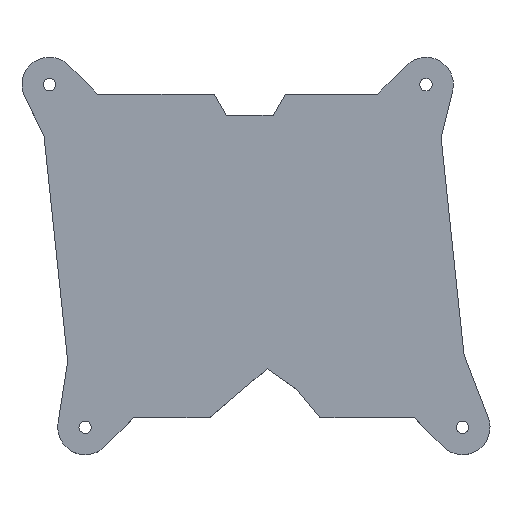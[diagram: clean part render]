
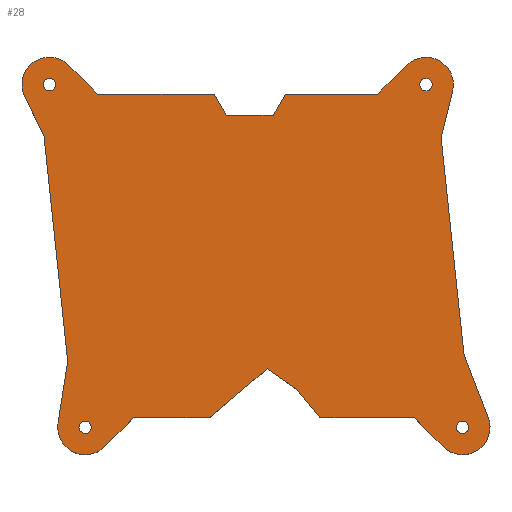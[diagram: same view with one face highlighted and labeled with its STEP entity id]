
A CAD part, top view. The second image highlights one B-rep face of the part: STEP entity #28.
In plain terms, the highlighted planar face has unit normal (0, 0, 1).
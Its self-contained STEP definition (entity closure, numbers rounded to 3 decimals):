
#28 = ADVANCED_FACE('',(#29,#227,#238,#249,#260),#271,.T.);
#29 = FACE_BOUND('',#30,.T.);
#30 = EDGE_LOOP('',(#31,#41,#50,#58,#66,#74,#82,#90,#98,#106,#115,#123,
    #131,#139,#148,#156,#164,#172,#180,#188,#196,#204,#213,#221));
#31 = ORIENTED_EDGE('',*,*,#32,.F.);
#32 = EDGE_CURVE('',#33,#35,#37,.T.);
#33 = VERTEX_POINT('',#34);
#34 = CARTESIAN_POINT('',(-26.43,-43.57,6.));
#35 = VERTEX_POINT('',#36);
#36 = CARTESIAN_POINT('',(-25.018,-34.659,6.));
#37 = LINE('',#38,#39);
#38 = CARTESIAN_POINT('',(-26.43,-43.57,6.));
#39 = VECTOR('',#40,1.);
#40 = DIRECTION('',(0.156,0.988,0.));
#41 = ORIENTED_EDGE('',*,*,#42,.T.);
#42 = EDGE_CURVE('',#33,#43,#45,.T.);
#43 = VERTEX_POINT('',#44);
#44 = CARTESIAN_POINT('',(-19.651,-47.024,6.));
#45 = CIRCLE('',#46,4.);
#46 = AXIS2_PLACEMENT_3D('',#47,#48,#49);
#47 = CARTESIAN_POINT('',(-22.479,-44.196,6.));
#48 = DIRECTION('',(0.,0.,1.));
#49 = DIRECTION('',(1.,0.,0.));
#50 = ORIENTED_EDGE('',*,*,#51,.F.);
#51 = EDGE_CURVE('',#52,#43,#54,.T.);
#52 = VERTEX_POINT('',#53);
#53 = CARTESIAN_POINT('',(-15.453,-42.827,6.));
#54 = LINE('',#55,#56);
#55 = CARTESIAN_POINT('',(-15.453,-42.827,6.));
#56 = VECTOR('',#57,1.);
#57 = DIRECTION('',(-0.707,-0.707,0.));
#58 = ORIENTED_EDGE('',*,*,#59,.F.);
#59 = EDGE_CURVE('',#60,#52,#62,.T.);
#60 = VERTEX_POINT('',#61);
#61 = CARTESIAN_POINT('',(-4.396,-42.827,6.));
#62 = LINE('',#63,#64);
#63 = CARTESIAN_POINT('',(-4.396,-42.827,6.));
#64 = VECTOR('',#65,1.);
#65 = DIRECTION('',(-1.,0.,0.));
#66 = ORIENTED_EDGE('',*,*,#67,.F.);
#67 = EDGE_CURVE('',#68,#60,#70,.T.);
#68 = VERTEX_POINT('',#69);
#69 = CARTESIAN_POINT('',(4.04,-35.68,6.));
#70 = LINE('',#71,#72);
#71 = CARTESIAN_POINT('',(4.04,-35.68,6.));
#72 = VECTOR('',#73,1.);
#73 = DIRECTION('',(-0.763,-0.646,0.));
#74 = ORIENTED_EDGE('',*,*,#75,.F.);
#75 = EDGE_CURVE('',#76,#68,#78,.T.);
#76 = VERTEX_POINT('',#77);
#77 = CARTESIAN_POINT('',(8.44,-38.783,6.));
#78 = LINE('',#79,#80);
#79 = CARTESIAN_POINT('',(8.44,-38.783,6.));
#80 = VECTOR('',#81,1.);
#81 = DIRECTION('',(-0.817,0.576,0.));
#82 = ORIENTED_EDGE('',*,*,#83,.F.);
#83 = EDGE_CURVE('',#84,#76,#86,.T.);
#84 = VERTEX_POINT('',#85);
#85 = CARTESIAN_POINT('',(11.73,-42.827,6.));
#86 = LINE('',#87,#88);
#87 = CARTESIAN_POINT('',(11.73,-42.827,6.));
#88 = VECTOR('',#89,1.);
#89 = DIRECTION('',(-0.631,0.776,0.));
#90 = ORIENTED_EDGE('',*,*,#91,.F.);
#91 = EDGE_CURVE('',#92,#84,#94,.T.);
#92 = VERTEX_POINT('',#93);
#93 = CARTESIAN_POINT('',(25.486,-42.827,6.));
#94 = LINE('',#95,#96);
#95 = CARTESIAN_POINT('',(25.486,-42.827,6.));
#96 = VECTOR('',#97,1.);
#97 = DIRECTION('',(-1.,0.,0.));
#98 = ORIENTED_EDGE('',*,*,#99,.F.);
#99 = EDGE_CURVE('',#100,#92,#102,.T.);
#100 = VERTEX_POINT('',#101);
#101 = CARTESIAN_POINT('',(29.684,-47.024,6.));
#102 = LINE('',#103,#104);
#103 = CARTESIAN_POINT('',(29.684,-47.024,6.));
#104 = VECTOR('',#105,1.);
#105 = DIRECTION('',(-0.707,0.707,0.));
#106 = ORIENTED_EDGE('',*,*,#107,.T.);
#107 = EDGE_CURVE('',#100,#108,#110,.T.);
#108 = VERTEX_POINT('',#109);
#109 = CARTESIAN_POINT('',(36.246,-42.763,6.));
#110 = CIRCLE('',#111,4.);
#111 = AXIS2_PLACEMENT_3D('',#112,#113,#114);
#112 = CARTESIAN_POINT('',(32.512,-44.196,6.));
#113 = DIRECTION('',(0.,0.,1.));
#114 = DIRECTION('',(1.,0.,0.));
#115 = ORIENTED_EDGE('',*,*,#116,.F.);
#116 = EDGE_CURVE('',#117,#108,#119,.T.);
#117 = VERTEX_POINT('',#118);
#118 = CARTESIAN_POINT('',(32.7,-33.523,6.));
#119 = LINE('',#120,#121);
#120 = CARTESIAN_POINT('',(32.7,-33.523,6.));
#121 = VECTOR('',#122,1.);
#122 = DIRECTION('',(0.358,-0.934,0.));
#123 = ORIENTED_EDGE('',*,*,#124,.F.);
#124 = EDGE_CURVE('',#125,#117,#127,.T.);
#125 = VERTEX_POINT('',#126);
#126 = CARTESIAN_POINT('',(29.384,-1.973,6.));
#127 = LINE('',#128,#129);
#128 = CARTESIAN_POINT('',(29.384,-1.973,6.));
#129 = VECTOR('',#130,1.);
#130 = DIRECTION('',(0.105,-0.995,0.));
#131 = ORIENTED_EDGE('',*,*,#132,.F.);
#132 = EDGE_CURVE('',#133,#125,#135,.T.);
#133 = VERTEX_POINT('',#134);
#134 = CARTESIAN_POINT('',(31.059,4.747,6.));
#135 = LINE('',#136,#137);
#136 = CARTESIAN_POINT('',(31.059,4.747,6.));
#137 = VECTOR('',#138,1.);
#138 = DIRECTION('',(-0.242,-0.97,0.));
#139 = ORIENTED_EDGE('',*,*,#140,.T.);
#140 = EDGE_CURVE('',#133,#141,#143,.T.);
#141 = VERTEX_POINT('',#142);
#142 = CARTESIAN_POINT('',(24.35,8.543,6.));
#143 = CIRCLE('',#144,4.);
#144 = AXIS2_PLACEMENT_3D('',#145,#146,#147);
#145 = CARTESIAN_POINT('',(27.178,5.715,6.));
#146 = DIRECTION('',(0.,0.,1.));
#147 = DIRECTION('',(1.,0.,0.));
#148 = ORIENTED_EDGE('',*,*,#149,.F.);
#149 = EDGE_CURVE('',#150,#141,#152,.T.);
#150 = VERTEX_POINT('',#151);
#151 = CARTESIAN_POINT('',(20.152,4.346,6.));
#152 = LINE('',#153,#154);
#153 = CARTESIAN_POINT('',(20.152,4.346,6.));
#154 = VECTOR('',#155,1.);
#155 = DIRECTION('',(0.707,0.707,0.));
#156 = ORIENTED_EDGE('',*,*,#157,.F.);
#157 = EDGE_CURVE('',#158,#150,#160,.T.);
#158 = VERTEX_POINT('',#159);
#159 = CARTESIAN_POINT('',(6.698,4.346,6.));
#160 = LINE('',#161,#162);
#161 = CARTESIAN_POINT('',(6.698,4.346,6.));
#162 = VECTOR('',#163,1.);
#163 = DIRECTION('',(1.,0.,0.));
#164 = ORIENTED_EDGE('',*,*,#165,.F.);
#165 = EDGE_CURVE('',#166,#158,#168,.T.);
#166 = VERTEX_POINT('',#167);
#167 = CARTESIAN_POINT('',(4.909,1.246,6.));
#168 = LINE('',#169,#170);
#169 = CARTESIAN_POINT('',(4.909,1.246,6.));
#170 = VECTOR('',#171,1.);
#171 = DIRECTION('',(0.5,0.866,0.));
#172 = ORIENTED_EDGE('',*,*,#173,.F.);
#173 = EDGE_CURVE('',#174,#166,#176,.T.);
#174 = VERTEX_POINT('',#175);
#175 = CARTESIAN_POINT('',(-1.873,1.246,6.));
#176 = LINE('',#177,#178);
#177 = CARTESIAN_POINT('',(-1.873,1.246,6.));
#178 = VECTOR('',#179,1.);
#179 = DIRECTION('',(1.,0.,0.));
#180 = ORIENTED_EDGE('',*,*,#181,.F.);
#181 = EDGE_CURVE('',#182,#174,#184,.T.);
#182 = VERTEX_POINT('',#183);
#183 = CARTESIAN_POINT('',(-3.662,4.346,6.));
#184 = LINE('',#185,#186);
#185 = CARTESIAN_POINT('',(-3.662,4.346,6.));
#186 = VECTOR('',#187,1.);
#187 = DIRECTION('',(0.5,-0.866,0.));
#188 = ORIENTED_EDGE('',*,*,#189,.F.);
#189 = EDGE_CURVE('',#190,#182,#192,.T.);
#190 = VERTEX_POINT('',#191);
#191 = CARTESIAN_POINT('',(-20.66,4.346,6.));
#192 = LINE('',#193,#194);
#193 = CARTESIAN_POINT('',(-20.66,4.346,6.));
#194 = VECTOR('',#195,1.);
#195 = DIRECTION('',(1.,0.,0.));
#196 = ORIENTED_EDGE('',*,*,#197,.F.);
#197 = EDGE_CURVE('',#198,#190,#200,.T.);
#198 = VERTEX_POINT('',#199);
#199 = CARTESIAN_POINT('',(-24.858,8.543,6.));
#200 = LINE('',#201,#202);
#201 = CARTESIAN_POINT('',(-24.858,8.543,6.));
#202 = VECTOR('',#203,1.);
#203 = DIRECTION('',(0.707,-0.707,0.));
#204 = ORIENTED_EDGE('',*,*,#205,.T.);
#205 = EDGE_CURVE('',#198,#206,#208,.T.);
#206 = VERTEX_POINT('',#207);
#207 = CARTESIAN_POINT('',(-31.281,3.962,6.));
#208 = CIRCLE('',#209,4.);
#209 = AXIS2_PLACEMENT_3D('',#210,#211,#212);
#210 = CARTESIAN_POINT('',(-27.686,5.715,6.));
#211 = DIRECTION('',(0.,0.,1.));
#212 = DIRECTION('',(1.,0.,0.));
#213 = ORIENTED_EDGE('',*,*,#214,.F.);
#214 = EDGE_CURVE('',#215,#206,#217,.T.);
#215 = VERTEX_POINT('',#216);
#216 = CARTESIAN_POINT('',(-28.472,-1.797,6.));
#217 = LINE('',#218,#219);
#218 = CARTESIAN_POINT('',(-28.472,-1.797,6.));
#219 = VECTOR('',#220,1.);
#220 = DIRECTION('',(-0.438,0.899,0.));
#221 = ORIENTED_EDGE('',*,*,#222,.F.);
#222 = EDGE_CURVE('',#35,#215,#223,.T.);
#223 = LINE('',#224,#225);
#224 = CARTESIAN_POINT('',(-25.018,-34.659,6.));
#225 = VECTOR('',#226,1.);
#226 = DIRECTION('',(-0.105,0.995,0.));
#227 = FACE_BOUND('',#228,.T.);
#228 = EDGE_LOOP('',(#229));
#229 = ORIENTED_EDGE('',*,*,#230,.F.);
#230 = EDGE_CURVE('',#231,#231,#233,.T.);
#231 = VERTEX_POINT('',#232);
#232 = CARTESIAN_POINT('',(-21.579,-44.196,6.));
#233 = CIRCLE('',#234,0.9);
#234 = AXIS2_PLACEMENT_3D('',#235,#236,#237);
#235 = CARTESIAN_POINT('',(-22.479,-44.196,6.));
#236 = DIRECTION('',(0.,0.,1.));
#237 = DIRECTION('',(1.,0.,0.));
#238 = FACE_BOUND('',#239,.T.);
#239 = EDGE_LOOP('',(#240));
#240 = ORIENTED_EDGE('',*,*,#241,.F.);
#241 = EDGE_CURVE('',#242,#242,#244,.T.);
#242 = VERTEX_POINT('',#243);
#243 = CARTESIAN_POINT('',(33.412,-44.196,6.));
#244 = CIRCLE('',#245,0.9);
#245 = AXIS2_PLACEMENT_3D('',#246,#247,#248);
#246 = CARTESIAN_POINT('',(32.512,-44.196,6.));
#247 = DIRECTION('',(0.,0.,1.));
#248 = DIRECTION('',(1.,0.,0.));
#249 = FACE_BOUND('',#250,.T.);
#250 = EDGE_LOOP('',(#251));
#251 = ORIENTED_EDGE('',*,*,#252,.F.);
#252 = EDGE_CURVE('',#253,#253,#255,.T.);
#253 = VERTEX_POINT('',#254);
#254 = CARTESIAN_POINT('',(-26.786,5.715,6.));
#255 = CIRCLE('',#256,0.9);
#256 = AXIS2_PLACEMENT_3D('',#257,#258,#259);
#257 = CARTESIAN_POINT('',(-27.686,5.715,6.));
#258 = DIRECTION('',(0.,0.,1.));
#259 = DIRECTION('',(1.,0.,0.));
#260 = FACE_BOUND('',#261,.T.);
#261 = EDGE_LOOP('',(#262));
#262 = ORIENTED_EDGE('',*,*,#263,.F.);
#263 = EDGE_CURVE('',#264,#264,#266,.T.);
#264 = VERTEX_POINT('',#265);
#265 = CARTESIAN_POINT('',(28.078,5.715,6.));
#266 = CIRCLE('',#267,0.9);
#267 = AXIS2_PLACEMENT_3D('',#268,#269,#270);
#268 = CARTESIAN_POINT('',(27.178,5.715,6.));
#269 = DIRECTION('',(0.,0.,1.));
#270 = DIRECTION('',(1.,0.,0.));
#271 = PLANE('',#272);
#272 = AXIS2_PLACEMENT_3D('',#273,#274,#275);
#273 = CARTESIAN_POINT('',(2.4,-19.236,6.));
#274 = DIRECTION('',(0.,0.,1.));
#275 = DIRECTION('',(1.,0.,0.));
